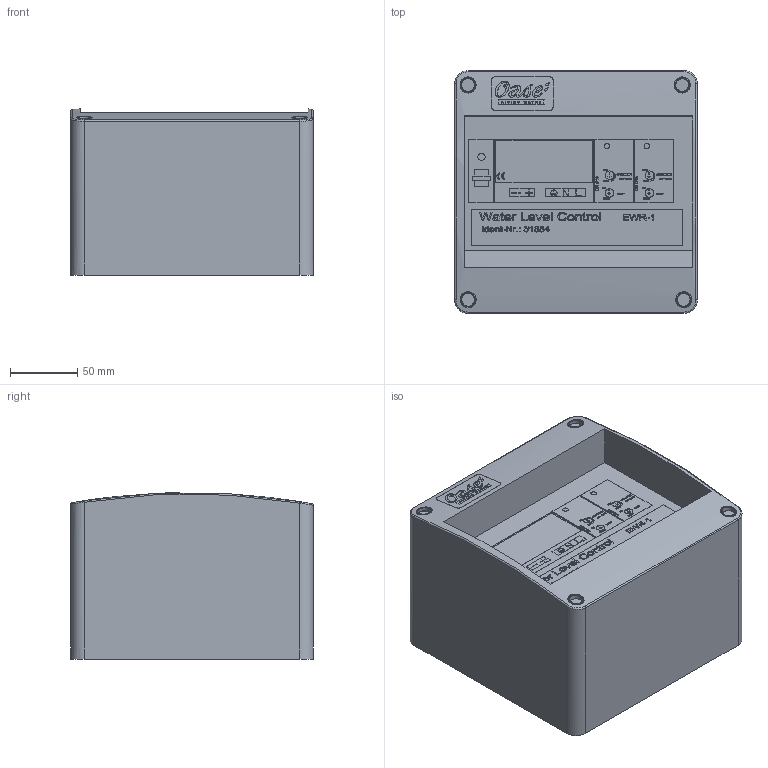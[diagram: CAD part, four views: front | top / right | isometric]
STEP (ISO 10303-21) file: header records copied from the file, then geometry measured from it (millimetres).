
FILE_DESCRIPTION(/* description */ (''),/* implementation_level */ '2;1');
FILE_NAME(/* name */ '55846_EWR2.stp',/* time_stamp */ '2017-09-11T10:04:32+02:00',/* author */ ('guzb562'),/* organization */ (''),/* preprocessor_version */ 'ST-DEVELOPER v16.5',/* originating_system */ 'Autodesk Inventor 2017',/* authorisation */ '');
FILE_SCHEMA (('AUTOMOTIVE_DESIGN { 1 0 10303 214 3 1 1 }'));
Products named in the file (1): 55846_EWR2
Bounding box: 180 x 180 x 123.22 mm (x, y, z)
Volume: 3303128.2 mm3; surface area: 165125.3 mm2
Topology: 1 solids, 1 shells, 1996 faces, 5335 edges, 3558 vertices
Faces by surface type: plane 1267, bspline 653, cylinder 74, torus 2
Full cylindrical faces by diameter (mm): 3.996 x2, 4.88 x1, 5.339 x1, 6.352 x4, 9.452 x4, 10.604 x4, 11.945 x4
Entity records: 69152 total; most frequent: CARTESIAN_POINT 23720, ORIENTED_EDGE 10606, DIRECTION 6859, EDGE_CURVE 5303, LINE 3787, VECTOR 3787, VERTEX_POINT 3546, EDGE_LOOP 2233
